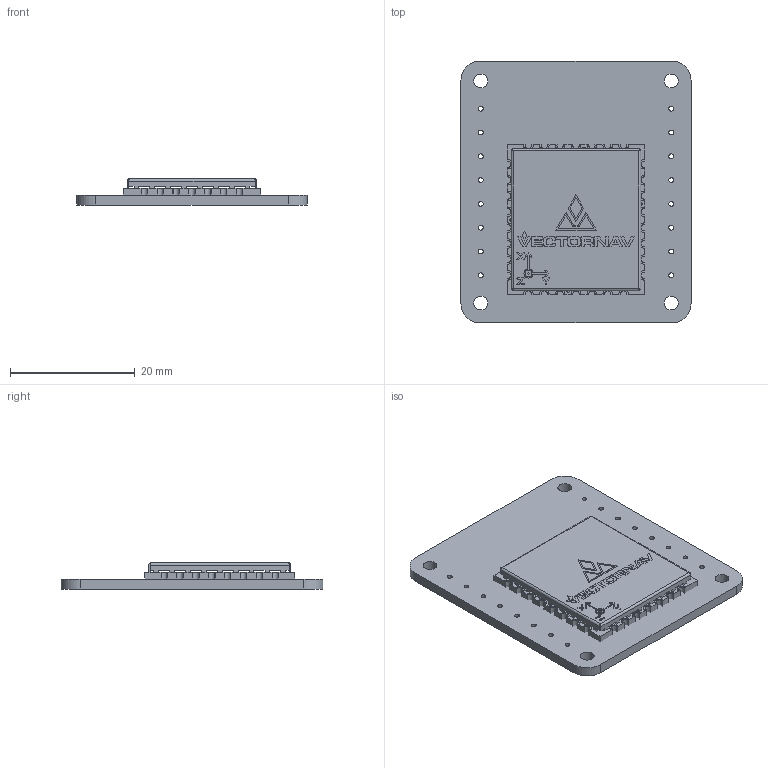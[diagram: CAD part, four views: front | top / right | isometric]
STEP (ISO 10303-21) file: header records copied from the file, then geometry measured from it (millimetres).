
FILE_DESCRIPTION(('KiCad electronic assembly'),'2;1');
FILE_NAME('VN-100Breakout.step','2021-10-15T23:11:41',('An Author'),( 'A Company'),'Open CASCADE STEP processor 6.9', 'KiCad to STEP converter','Unknown');
FILE_SCHEMA(('AUTOMOTIVE_DESIGN { 1 0 10303 214 1 1 1 1 }'));
Length unit declared in the file: millimetre
Products named in the file (4): Open CASCADE STEP translator 6.9 1; vn100_smd; COMPOUND
Assembly tree (3 placements, depth 3):
  Open CASCADE STEP translator 6.9 1
    vn100_smd
      COMPOUND
    COMPOUND
Bounding box: 36.83 x 41.91 x 4.17 mm (x, y, z)
Volume: 3338.7 mm3; surface area: 5731.8 mm2
Topology: 3 solids, 3 shells, 789 faces, 2242 edges, 1484 vertices
Faces by surface type: plane 542, cylinder 179, bspline 68
Full cylindrical faces by diameter (mm): 0.635 x4, 0.762 x16, 2.2 x4
Entity records: 64724 total; most frequent: CARTESIAN_POINT 19548, DIRECTION 7698, LINE 5273, VECTOR 5273, ORIENTED_EDGE 4484, PCURVE 4484, DEFINITIONAL_REPRESENTATION 4484, EDGE_CURVE 2242
